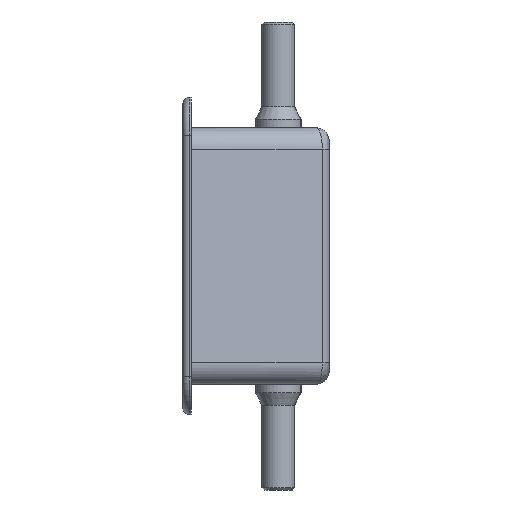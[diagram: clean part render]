
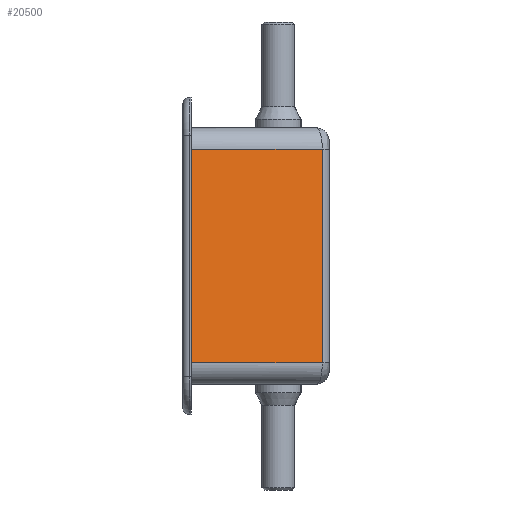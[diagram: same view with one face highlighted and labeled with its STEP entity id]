
A CAD part, left-side view. The second image highlights one B-rep face of the part: STEP entity #20500.
In plain terms, the highlighted planar face has unit normal (-0.886, -0.464, 0).
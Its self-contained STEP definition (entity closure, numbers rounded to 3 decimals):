
#448 = EDGE_CURVE ( 'NONE', #10533, #2376, #19276, .T. ) ;
#672 = EDGE_CURVE ( 'NONE', #6285, #8391, #3410, .T. ) ;
#789 = CARTESIAN_POINT ( 'NONE',  ( -52.5, 41., 60.5 ) ) ;
#909 = CARTESIAN_POINT ( 'NONE',  ( -20.184, -20.781, 60.5 ) ) ;
#1209 = DIRECTION ( 'NONE',  ( 0., 0., 1. ) ) ;
#1796 = EDGE_CURVE ( 'NONE', #8391, #10533, #7253, .T. ) ;
#2016 = CARTESIAN_POINT ( 'NONE',  ( -20.184, -20.781, -50.5 ) ) ;
#2100 = CARTESIAN_POINT ( 'NONE',  ( -52.5, 41., -50.5 ) ) ;
#2161 = AXIS2_PLACEMENT_3D ( 'NONE', #789, #14411, #12713 ) ;
#2332 = EDGE_CURVE ( 'NONE', #2376, #6285, #16153, .T. ) ;
#2376 = VERTEX_POINT ( 'NONE', #18761 ) ;
#3410 = LINE ( 'NONE', #14061, #6128 ) ;
#4793 = VECTOR ( 'NONE', #6843, 1000. ) ;
#6128 = VECTOR ( 'NONE', #17698, 1000. ) ;
#6285 = VERTEX_POINT ( 'NONE', #7269 ) ;
#6843 = DIRECTION ( 'NONE',  ( 0.463, -0.886, 0. ) ) ;
#7253 = LINE ( 'NONE', #17312, #4793 ) ;
#7269 = CARTESIAN_POINT ( 'NONE',  ( -52.5, 41., 50.5 ) ) ;
#8391 = VERTEX_POINT ( 'NONE', #2100 ) ;
#8501 = DIRECTION ( 'NONE',  ( -0.463, 0.886, 0. ) ) ;
#9254 = FACE_OUTER_BOUND ( 'NONE', #21839, .T. ) ;
#9673 = VECTOR ( 'NONE', #1209, 1000. ) ;
#9772 = ORIENTED_EDGE ( 'NONE', *, *, #1796, .T. ) ;
#10228 = ORIENTED_EDGE ( 'NONE', *, *, #2332, .T. ) ;
#10533 = VERTEX_POINT ( 'NONE', #2016 ) ;
#11166 = ORIENTED_EDGE ( 'NONE', *, *, #672, .T. ) ;
#12713 = DIRECTION ( 'NONE',  ( -0.463, 0.886, 0. ) ) ;
#14061 = CARTESIAN_POINT ( 'NONE',  ( -52.5, 41., 60.5 ) ) ;
#14411 = DIRECTION ( 'NONE',  ( 0.886, 0.463, 0. ) ) ;
#16120 = PLANE ( 'NONE',  #2161 ) ;
#16153 = LINE ( 'NONE', #20608, #20866 ) ;
#17312 = CARTESIAN_POINT ( 'NONE',  ( -18.5, -24., -50.5 ) ) ;
#17698 = DIRECTION ( 'NONE',  ( 0., 0., -1. ) ) ;
#18761 = CARTESIAN_POINT ( 'NONE',  ( -20.184, -20.781, 50.5 ) ) ;
#19276 = LINE ( 'NONE', #909, #9673 ) ;
#20500 = ADVANCED_FACE ( 'NONE', ( #9254 ), #16120, .F. ) ;
#20608 = CARTESIAN_POINT ( 'NONE',  ( -52.5, 41., 50.5 ) ) ;
#20866 = VECTOR ( 'NONE', #8501, 1000. ) ;
#21632 = ORIENTED_EDGE ( 'NONE', *, *, #448, .T. ) ;
#21839 = EDGE_LOOP ( 'NONE', ( #9772, #21632, #10228, #11166 ) ) ;
